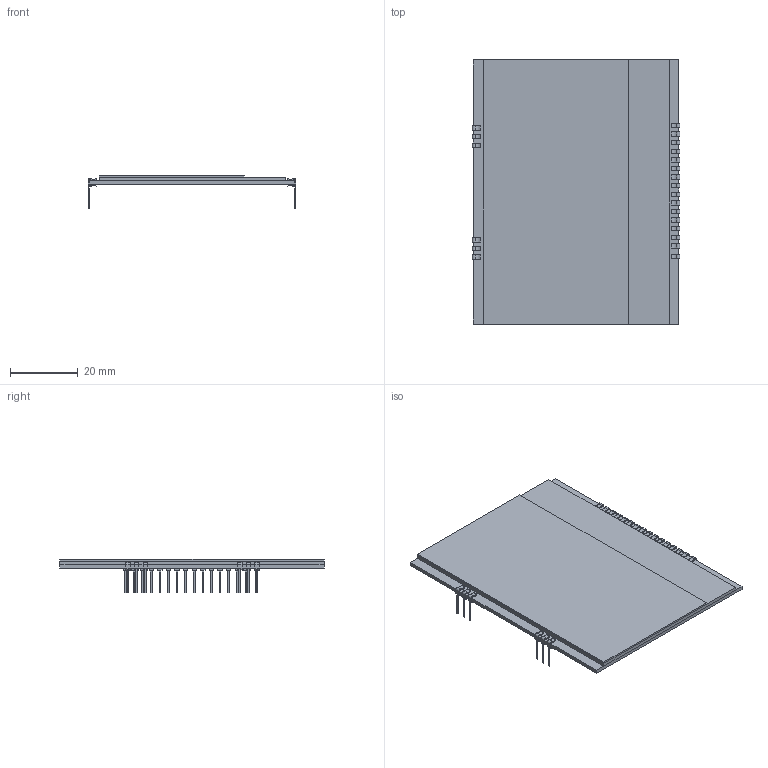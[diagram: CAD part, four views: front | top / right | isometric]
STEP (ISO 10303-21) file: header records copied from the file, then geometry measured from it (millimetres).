
FILE_DESCRIPTION(('FreeCAD Model'),'2;1');
FILE_NAME('Base_sp.step','2017-05-28T08:18:56',('kicad StepUp'),('ksu MCAD'), 'Open CASCADE STEP processor 6.8','FreeCAD','Unknown');
FILE_SCHEMA(('AUTOMOTIVE_DESIGN_CC2 { 1 2 10303 214 -1 1 5 4 }'));
Length unit declared in the file: millimetre
Products named in the file (2): ASSEMBLY; Base_sp
Assembly tree (1 placements, depth 2):
  ASSEMBLY
    Base_sp
Bounding box: 61.3 x 78 x 9.8 mm (x, y, z)
Volume: 12046.3 mm3; surface area: 10803.5 mm2
Topology: 1 solids, 1 shells, 490 faces, 1435 edges, 946 vertices
Faces by surface type: plane 264, cylinder 226
Entity records: 39633 total; most frequent: CARTESIAN_POINT 9187, DIRECTION 4821, ORIENTED_EDGE 2870, PCURVE 2870, DEFINITIONAL_REPRESENTATION 2870, LINE 2845, VECTOR 2845, EDGE_CURVE 1435
